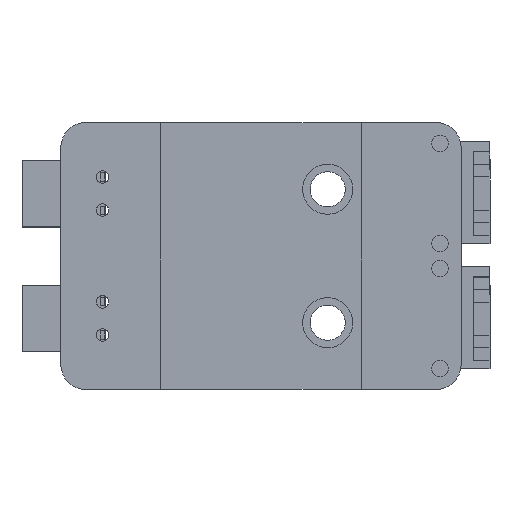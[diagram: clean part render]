
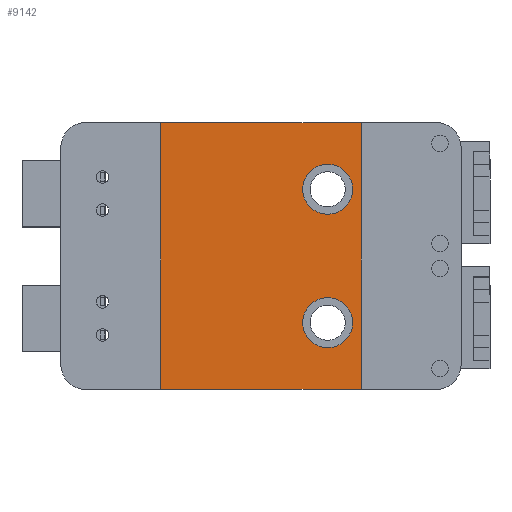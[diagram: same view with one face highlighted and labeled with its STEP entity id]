
A CAD part, top view. The second image highlights one B-rep face of the part: STEP entity #9142.
In plain terms, the highlighted planar face has unit normal (0, 0, 1).
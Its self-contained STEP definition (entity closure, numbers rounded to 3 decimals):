
#49 = CARTESIAN_POINT ( 'NONE',  ( -10.808, -14.56, 48.79 ) ) ;
#559 = CARTESIAN_POINT ( 'NONE',  ( 12.192, 9.44, 48.79 ) ) ;
#709 = CARTESIAN_POINT ( 'NONE',  ( 9.192, 9.44, 48.79 ) ) ;
#722 = ORIENTED_EDGE ( 'NONE', *, *, #15976, .T. ) ;
#1136 = FACE_OUTER_BOUND ( 'NONE', #2416, .T. ) ;
#1241 = AXIS2_PLACEMENT_3D ( 'NONE', #709, #10241, #2055 ) ;
#1289 = EDGE_CURVE ( 'NONE', #9746, #14250, #10693, .T. ) ;
#1529 = DIRECTION ( 'NONE',  ( 0., 0., 1. ) ) ;
#1550 = ORIENTED_EDGE ( 'NONE', *, *, #1612, .T. ) ;
#1612 = EDGE_CURVE ( 'NONE', #10614, #8827, #12262, .T. ) ;
#1757 = VECTOR ( 'NONE', #16418, 1000. ) ;
#1966 = LINE ( 'NONE', #7537, #8777 ) ;
#2055 = DIRECTION ( 'NONE',  ( 1., 0., 0. ) ) ;
#2070 = DIRECTION ( 'NONE',  ( 0., 1., 0. ) ) ;
#2416 = EDGE_LOOP ( 'NONE', ( #1550, #4768, #7933, #722 ) ) ;
#2552 = CARTESIAN_POINT ( 'NONE',  ( 12.192, -6.56, 48.79 ) ) ;
#2713 = VERTEX_POINT ( 'NONE', #3912 ) ;
#2844 = EDGE_CURVE ( 'NONE', #14250, #9746, #16064, .T. ) ;
#3147 = CARTESIAN_POINT ( 'NONE',  ( 13.192, 17.44, 48.79 ) ) ;
#3912 = CARTESIAN_POINT ( 'NONE',  ( -10.808, 17.44, 48.79 ) ) ;
#4054 = CARTESIAN_POINT ( 'NONE',  ( -10.808, -14.56, 48.79 ) ) ;
#4183 = EDGE_LOOP ( 'NONE', ( #8793, #5194 ) ) ;
#4339 = EDGE_CURVE ( 'NONE', #8827, #2713, #9456, .T. ) ;
#4605 = CIRCLE ( 'NONE', #1241, 3. ) ;
#4678 = EDGE_CURVE ( 'NONE', #2713, #17566, #1966, .T. ) ;
#4768 = ORIENTED_EDGE ( 'NONE', *, *, #4339, .T. ) ;
#4969 = DIRECTION ( 'NONE',  ( 0., 0., 1. ) ) ;
#5194 = ORIENTED_EDGE ( 'NONE', *, *, #5699, .F. ) ;
#5374 = DIRECTION ( 'NONE',  ( 0., 0., -1. ) ) ;
#5401 = LINE ( 'NONE', #4054, #1757 ) ;
#5699 = EDGE_CURVE ( 'NONE', #10617, #11722, #4605, .T. ) ;
#5836 = VECTOR ( 'NONE', #12326, 1000. ) ;
#6054 = ORIENTED_EDGE ( 'NONE', *, *, #2844, .F. ) ;
#6698 = PLANE ( 'NONE',  #10094 ) ;
#7537 = CARTESIAN_POINT ( 'NONE',  ( -10.808, -14.56, 48.79 ) ) ;
#7933 = ORIENTED_EDGE ( 'NONE', *, *, #4678, .T. ) ;
#7937 = CARTESIAN_POINT ( 'NONE',  ( 9.192, -6.56, 48.79 ) ) ;
#8343 = FACE_BOUND ( 'NONE', #4183, .T. ) ;
#8634 = VECTOR ( 'NONE', #2070, 1000. ) ;
#8640 = CARTESIAN_POINT ( 'NONE',  ( 13.192, -14.56, 48.79 ) ) ;
#8777 = VECTOR ( 'NONE', #8918, 1000. ) ;
#8793 = ORIENTED_EDGE ( 'NONE', *, *, #12388, .F. ) ;
#8827 = VERTEX_POINT ( 'NONE', #3147 ) ;
#8918 = DIRECTION ( 'NONE',  ( 0., -1., 0. ) ) ;
#9142 = ADVANCED_FACE ( 'NONE', ( #11988, #8343, #1136 ), #6698, .F. ) ;
#9274 = CARTESIAN_POINT ( 'NONE',  ( 6.192, -6.56, 48.79 ) ) ;
#9328 = DIRECTION ( 'NONE',  ( 1., 0., 0. ) ) ;
#9456 = LINE ( 'NONE', #15034, #5836 ) ;
#9696 = CARTESIAN_POINT ( 'NONE',  ( 9.192, -6.56, 48.79 ) ) ;
#9746 = VERTEX_POINT ( 'NONE', #9274 ) ;
#9968 = AXIS2_PLACEMENT_3D ( 'NONE', #7937, #17481, #9328 ) ;
#10094 = AXIS2_PLACEMENT_3D ( 'NONE', #13538, #5374, #14924 ) ;
#10241 = DIRECTION ( 'NONE',  ( 0., 0., 1. ) ) ;
#10258 = CARTESIAN_POINT ( 'NONE',  ( 13.192, -14.56, 48.79 ) ) ;
#10570 = CIRCLE ( 'NONE', #16650, 3. ) ;
#10614 = VERTEX_POINT ( 'NONE', #8640 ) ;
#10617 = VERTEX_POINT ( 'NONE', #559 ) ;
#10693 = CIRCLE ( 'NONE', #9968, 3. ) ;
#11063 = DIRECTION ( 'NONE',  ( 1., 0., 0. ) ) ;
#11722 = VERTEX_POINT ( 'NONE', #17109 ) ;
#11988 = FACE_BOUND ( 'NONE', #16268, .T. ) ;
#12262 = LINE ( 'NONE', #10258, #8634 ) ;
#12326 = DIRECTION ( 'NONE',  ( -1., 0., 0. ) ) ;
#12388 = EDGE_CURVE ( 'NONE', #11722, #10617, #10570, .T. ) ;
#13119 = CARTESIAN_POINT ( 'NONE',  ( 9.192, 9.44, 48.79 ) ) ;
#13538 = CARTESIAN_POINT ( 'NONE',  ( 1.192, 1.44, 48.79 ) ) ;
#14250 = VERTEX_POINT ( 'NONE', #2552 ) ;
#14433 = AXIS2_PLACEMENT_3D ( 'NONE', #9696, #1529, #11063 ) ;
#14508 = DIRECTION ( 'NONE',  ( 1., 0., 0. ) ) ;
#14924 = DIRECTION ( 'NONE',  ( -1., 0., 0. ) ) ;
#15034 = CARTESIAN_POINT ( 'NONE',  ( -10.808, 17.44, 48.79 ) ) ;
#15976 = EDGE_CURVE ( 'NONE', #17566, #10614, #5401, .T. ) ;
#16064 = CIRCLE ( 'NONE', #14433, 3. ) ;
#16268 = EDGE_LOOP ( 'NONE', ( #16904, #6054 ) ) ;
#16418 = DIRECTION ( 'NONE',  ( 1., 0., 0. ) ) ;
#16650 = AXIS2_PLACEMENT_3D ( 'NONE', #13119, #4969, #14508 ) ;
#16904 = ORIENTED_EDGE ( 'NONE', *, *, #1289, .F. ) ;
#17109 = CARTESIAN_POINT ( 'NONE',  ( 6.192, 9.44, 48.79 ) ) ;
#17481 = DIRECTION ( 'NONE',  ( 0., 0., 1. ) ) ;
#17566 = VERTEX_POINT ( 'NONE', #49 ) ;
